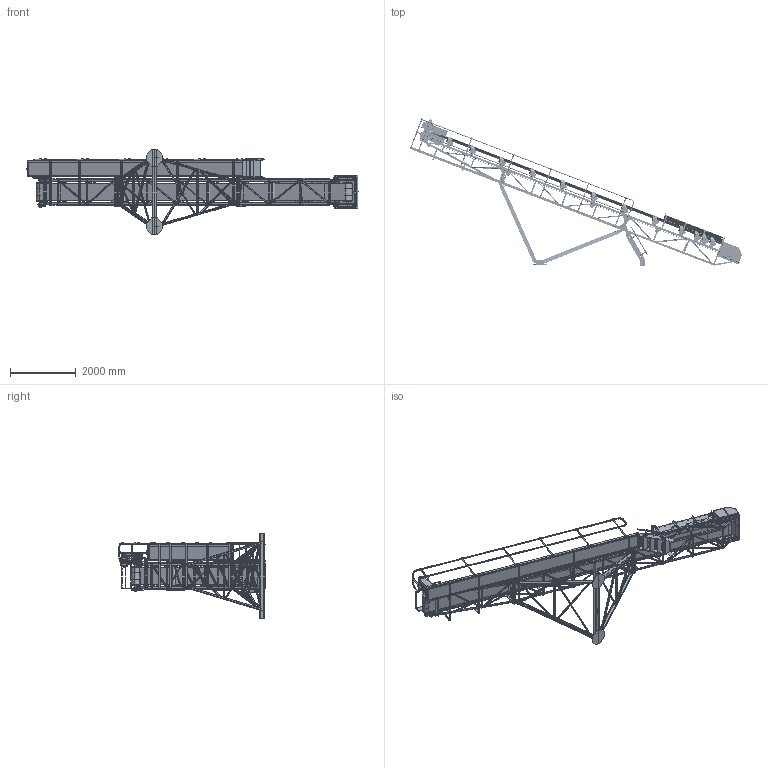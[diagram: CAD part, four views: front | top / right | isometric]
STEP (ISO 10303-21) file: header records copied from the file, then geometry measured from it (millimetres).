
FILE_DESCRIPTION(('FreeCAD Model'),'2;1');
FILE_NAME('Open CASCADE Shape Model','2025-05-01T11:47:25',('FreeCAD'),( 'FreeCAD'),'Open CASCADE STEP processor 7.6','FreeCAD','Unknown');
FILE_SCHEMA(('AUTOMOTIVE_DESIGN { 1 0 10303 214 1 1 1 1 }'));
Products named in the file (1): Open CASCADE STEP translator 7.6 1
Bounding box: 10132.35 x 4496.23 x 2586.48 mm (x, y, z)
Volume: 420811172.6 mm3; surface area: 96007155.4 mm2
Topology: 392 solids, 392 shells, 8980 faces, 23485 edges, 15380 vertices
Faces by surface type: bspline 8980
Entity records: 320479 total; most frequent: CARTESIAN_POINT 181812, ORIENTED_EDGE 46662, EDGE_CURVE 23331, B_SPLINE_CURVE_WITH_KNOTS 18583, VERTEX_POINT 15380, FACE_BOUND 9693, EDGE_LOOP 9693, ADVANCED_FACE 8980
